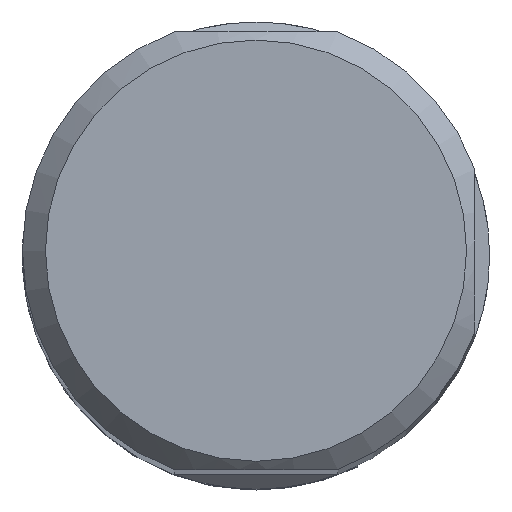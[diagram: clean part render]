
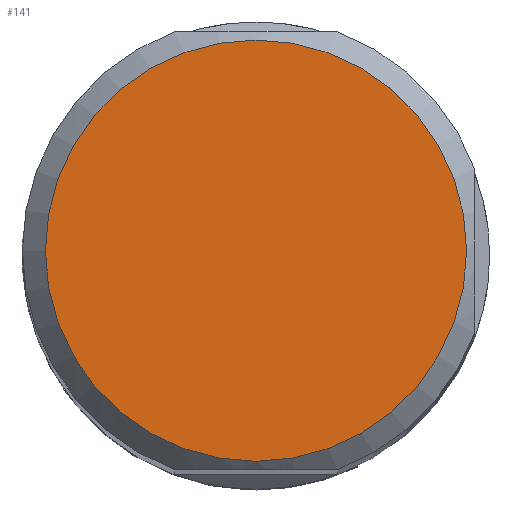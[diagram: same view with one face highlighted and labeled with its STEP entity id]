
A CAD part, top view. The second image highlights one B-rep face of the part: STEP entity #141.
In plain terms, the highlighted planar face has unit normal (0, 0, 1).
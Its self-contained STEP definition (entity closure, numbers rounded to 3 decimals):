
#115=FACE_OUTER_BOUND('',#299,.T.);
#141=ADVANCED_FACE('SHANK_FACE_BACK',(#115),#186,.F.);
#186=PLANE('',#803);
#299=EDGE_LOOP('',(#416));
#416=ORIENTED_EDGE('',*,*,#651,.T.);
#570=VERTEX_POINT('',#1260);
#651=EDGE_CURVE('',#570,#570,#712,.T.);
#712=CIRCLE('',#802,22.9);
#802=AXIS2_PLACEMENT_3D('',#1259,#947,#948);
#803=AXIS2_PLACEMENT_3D('',#1261,#949,#950);
#947=DIRECTION('',(0.,0.,1.));
#948=DIRECTION('',(-1.,0.,0.));
#949=DIRECTION('',(0.,0.,-1.));
#950=DIRECTION('',(1.,0.,0.));
#1259=CARTESIAN_POINT('',(0.,0.,0.));
#1260=CARTESIAN_POINT('',(-22.9,0.,0.));
#1261=CARTESIAN_POINT('',(0.,0.,0.));
